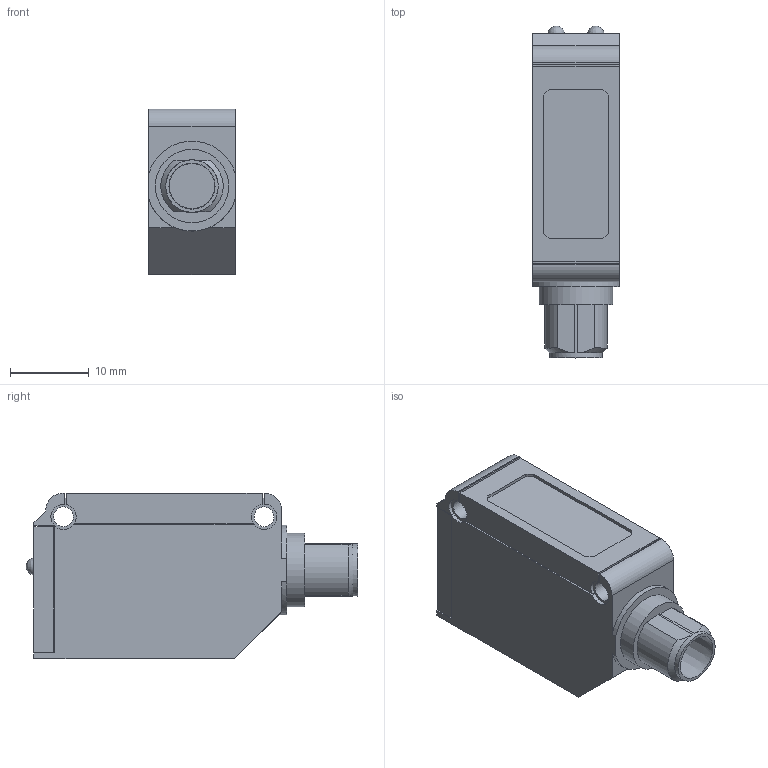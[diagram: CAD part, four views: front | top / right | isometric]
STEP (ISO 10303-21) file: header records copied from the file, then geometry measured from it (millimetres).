
FILE_DESCRIPTION(/* description */ ('Creo Elements/Direct Modeling STEP Export'),/* implementation_level */ '2;1');
FILE_NAME(/* name */ 'OS34-IMN-T4.stp',/* time_stamp */ '2025-01-22T12:02:43+01:00',/* author */ ('Palle Edslev '),/* organization */ ('EDSLEV A/S'),/* preprocessor_version */ 'ST-DEVELOPER v20',/* originating_system */ 'Autodesk Inventor 2025',/* authorisation */ '');
FILE_SCHEMA (('AUTOMOTIVE_DESIGN { 1 0 10303 214 3 1 1 }'));
Length unit declared in the file: millimetre
Products named in the file (2): 3D_PD30ET_Plug_Emitter; PD30-Stainless-plug-simpel
Assembly tree (1 placements, depth 2):
  3D_PD30ET_Plug_Emitter
    PD30-Stainless-plug-simpel
Bounding box: 11 x 42.05 x 21 mm (x, y, z)
Volume: 7057.7 mm3; surface area: 3087.1 mm2
Topology: 1 solids, 3 shells, 98 faces, 258 edges, 172 vertices
Faces by surface type: plane 65, cylinder 24, cone 5, bspline 2, sphere 2
Full cylindrical faces by diameter (mm): 2.5 x2, 3.766 x1, 4.2 x1, 6.64 x1, 9.3 x1
Entity records: 3290 total; most frequent: CARTESIAN_POINT 731, DIRECTION 520, ORIENTED_EDGE 512, EDGE_CURVE 256, LINE 182, VECTOR 182, VERTEX_POINT 172, AXIS2_PLACEMENT_3D 169
